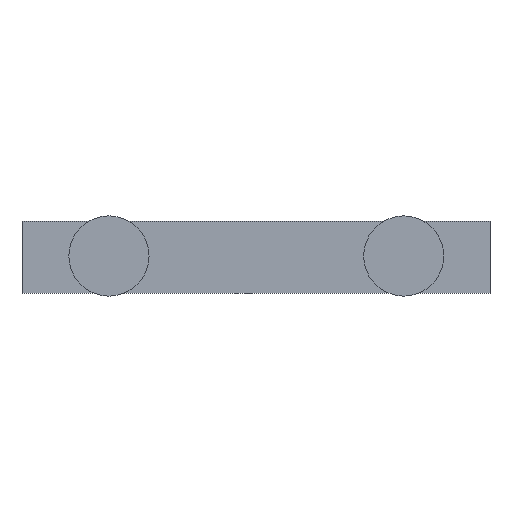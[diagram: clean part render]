
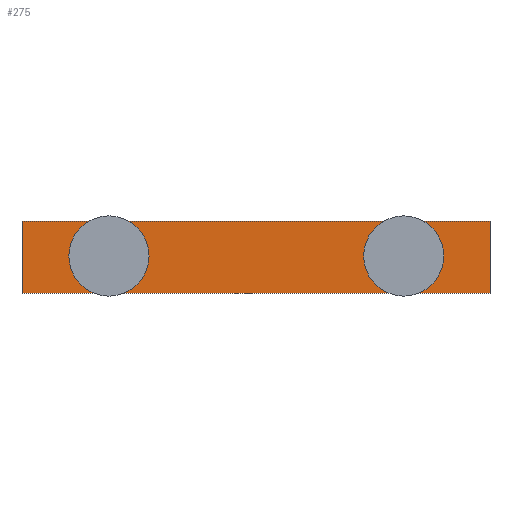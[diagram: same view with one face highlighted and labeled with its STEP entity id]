
A CAD part, top view. The second image highlights one B-rep face of the part: STEP entity #275.
In plain terms, the highlighted planar face has unit normal (0, 0, 1).
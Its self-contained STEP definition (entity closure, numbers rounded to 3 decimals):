
#24=CIRCLE('',#308,6.5);
#25=CIRCLE('',#309,6.5);
#48=ORIENTED_EDGE('',*,*,#110,.T.);
#49=ORIENTED_EDGE('',*,*,#111,.T.);
#50=ORIENTED_EDGE('',*,*,#112,.T.);
#51=ORIENTED_EDGE('',*,*,#113,.F.);
#52=ORIENTED_EDGE('',*,*,#114,.F.);
#53=ORIENTED_EDGE('',*,*,#103,.T.);
#103=EDGE_CURVE('',#133,#135,#159,.T.);
#110=EDGE_CURVE('',#140,#140,#24,.T.);
#111=EDGE_CURVE('',#141,#141,#25,.T.);
#112=EDGE_CURVE('',#135,#142,#166,.T.);
#113=EDGE_CURVE('',#143,#142,#167,.T.);
#114=EDGE_CURVE('',#133,#143,#168,.T.);
#133=VERTEX_POINT('',#423);
#135=VERTEX_POINT('',#427);
#140=VERTEX_POINT('',#443);
#141=VERTEX_POINT('',#445);
#142=VERTEX_POINT('',#447);
#143=VERTEX_POINT('',#449);
#159=LINE('',#428,#183);
#166=LINE('',#446,#190);
#167=LINE('',#448,#191);
#168=LINE('',#450,#192);
#183=VECTOR('',#343,1000.);
#190=VECTOR('',#360,1000.);
#191=VECTOR('',#361,1000.);
#192=VECTOR('',#362,1000.);
#204=EDGE_LOOP('',(#48));
#205=EDGE_LOOP('',(#49));
#206=EDGE_LOOP('',(#50,#51,#52,#53));
#232=FACE_BOUND('',#204,.T.);
#233=FACE_BOUND('',#205,.T.);
#234=FACE_BOUND('',#206,.T.);
#260=PLANE('',#307);
#275=ADVANCED_FACE('',(#232,#233,#234),#260,.F.);
#307=AXIS2_PLACEMENT_3D('',#441,#354,#355);
#308=AXIS2_PLACEMENT_3D('',#442,#356,#357);
#309=AXIS2_PLACEMENT_3D('',#444,#358,#359);
#343=DIRECTION('',(0.,-1.,0.));
#354=DIRECTION('',(0.,0.,-1.));
#355=DIRECTION('',(-1.,0.,0.));
#356=DIRECTION('',(0.,0.,-1.));
#357=DIRECTION('',(-1.,0.,0.));
#358=DIRECTION('',(0.,0.,-1.));
#359=DIRECTION('',(-1.,0.,0.));
#360=DIRECTION('',(1.,0.,0.));
#361=DIRECTION('',(0.,-1.,0.));
#362=DIRECTION('',(1.,0.,0.));
#423=CARTESIAN_POINT('',(-175.,54.,124.5));
#427=CARTESIAN_POINT('',(-175.,0.,124.5));
#428=CARTESIAN_POINT('',(-175.,54.,124.5));
#441=CARTESIAN_POINT('',(-175.,54.,124.5));
#442=CARTESIAN_POINT('',(-110.,27.,124.5));
#443=CARTESIAN_POINT('',(-116.5,27.,124.5));
#444=CARTESIAN_POINT('',(110.487,27.,124.5));
#445=CARTESIAN_POINT('',(103.987,27.,124.5));
#446=CARTESIAN_POINT('',(-175.,0.,124.5));
#447=CARTESIAN_POINT('',(175.,0.,124.5));
#448=CARTESIAN_POINT('',(175.,54.,124.5));
#449=CARTESIAN_POINT('',(175.,54.,124.5));
#450=CARTESIAN_POINT('',(-175.,54.,124.5));
